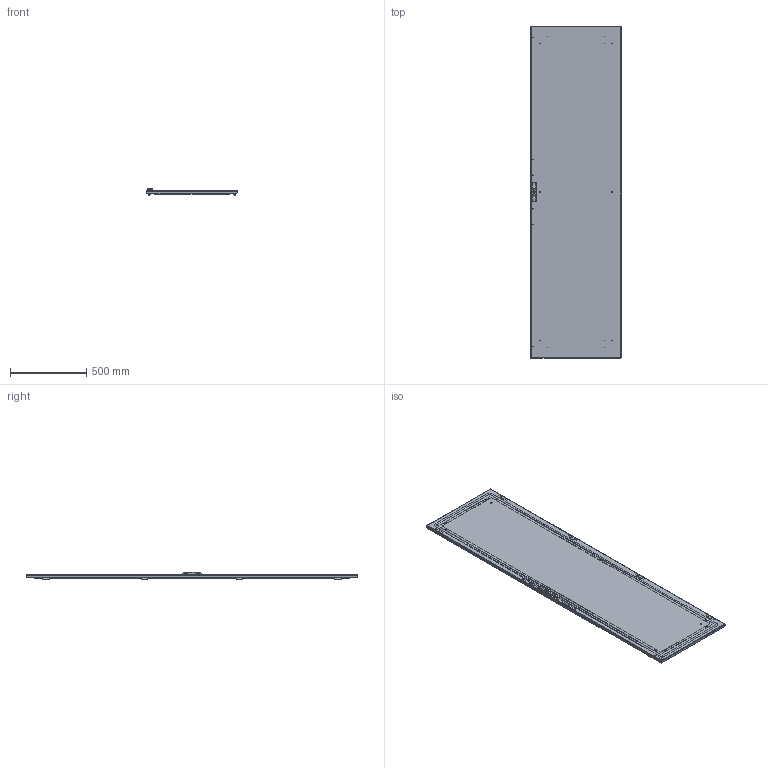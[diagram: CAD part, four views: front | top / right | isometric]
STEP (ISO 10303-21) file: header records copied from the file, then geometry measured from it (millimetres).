
FILE_DESCRIPTION (( 'STEP AP203' ), '1' );
FILE_NAME ('UR41001210600 Äâåðü ãëóõàÿ RS52 220.60 ÑÏ (000.801.410-01).STEP', '2022-04-08T09:37:09', ( '' ), ( '' ), 'SwSTEP 2.0', 'SolidWorks 2017', '' );
FILE_SCHEMA (( 'CONFIG_CONTROL_DESIGN' ));
Length unit declared in the file: millimetre
Products named in the file (27): 016-90 Øòûðü ïåòëè LC3; 040-238 Ïëàíêà çàïîðíàÿ_05 (220.00); Âèíò ISO 10642 TX_Œ5å16; Ãàéêà øåñòèãðàííàÿ âûñîêàÿ ñàìîñòîïîðÿùàÿñÿ ñ ôëàíöåì ÃÎÑÒ ISO 7043_Œ6; Óïëîòíèòåëü ÏÏÓ äëÿ äâåðêè LC3_16 (220å60); 000.800.061 Ïåòëÿ LC3_‡ ªàëâ®; 040-237 Ïëàíêà çàïîðíàÿ ÏÐÎÁÀ 3_05 (220.00); Âèíò DIN 7500 C TORX_Œ5å16; 040-194 Ïëàíêà çàïîðíàÿ_00 (120.00, 180.00 - 220.00); 029-373 Ñîåäèíèòåëü óãëîâîé ðàìêè äâåðè RS52; Øàéáà 6402 Ò_Œ6; 000.203.219 ﾄ粢 RS52 220.00_01 (220.60); MS896 Çàìîê-íàêëàäêà îñíîâíàÿ äëÿ LC_Žâªàëâ®; Ãàéêà Ýðèêñîíà Ì6 ñ ïëîñêîé ãîëîâêîé; Øïèëüêà ðåçüáîâàÿ ñ î÷èñòêîé îò êðàñêè_Œ6å12; UR41001210600 Äâåðü ãëóõàÿ RS52 220.60 ÑÏ (000.801.410-01); 054-271 Ïîïåðå÷èíà äâåðè RS52_01 (00.60); Âèíò ISO 10642 TX_Œ5å10; 028-126 Ñêîáà LC3; 012-1971 Ïàíåëü äâåðè RS52 220.00_01 (220.60); 050-42 Âòóëêà ñêðûòîé ïåòëè; Øïèëüêà çàçåìëåíèÿ CKF CS_Œ6å16; 048-06 Ïðóæèíà ïåòëè çàæèìíàÿ; 054-270 Ñòîéêà äâåðè RS52_05 (220.00); 037-50 Ïåòëÿ LC3; 000.210.497 Îñíîâàíèå äâåðè RS52 220.00_01 (220.60); 000.231.069 Ðàìà óñèëèâàþùàÿ RS52_22 (220.60)
Assembly tree (100 placements, depth 4):
  UR41001210600 Äâåðü ãëóõàÿ RS52 220.60 ÑÏ (000.801.410-01)
    000.203.219 ﾄ粢 RS52 220.00_01 (220.60)
      000.210.497 Îñíîâàíèå äâåðè RS52 220.00_01 (220.60)
        012-1971 Ïàíåëü äâåðè RS52 220.00_01 (220.60)
        Øïèëüêà çàçåìëåíèÿ CKF CS_Œ6å16  x2
        Øïèëüêà ðåçüáîâàÿ ñ î÷èñòêîé îò êðàñêè_Œ6å12  x16
        050-42 Âòóëêà ñêðûòîé ïåòëè  x4
      000.231.069 Ðàìà óñèëèâàþùàÿ RS52_22 (220.60)
        054-270 Ñòîéêà äâåðè RS52_05 (220.00)  x2
        054-271 Ïîïåðå÷èíà äâåðè RS52_01 (00.60)  x2
        029-373 Ñîåäèíèòåëü óãëîâîé ðàìêè äâåðè RS52  x4
        Âèíò DIN 7500 C TORX_Œ5å16  x8
      Ãàéêà Ýðèêñîíà Ì6 ñ ïëîñêîé ãîëîâêîé  x10
      Óïëîòíèòåëü ÏÏÓ äëÿ äâåðêè LC3_16 (220å60)
      MS896 Çàìîê-íàêëàäêà îñíîâíàÿ äëÿ LC_Žâªàëâ®
      Âèíò ISO 10642 TX_Œ5å10  x2
      040-194 Ïëàíêà çàïîðíàÿ_00 (120.00, 180.00 - 220.00)
      Øàéáà 6402 Ò_Œ6  x6
      Ãàéêà øåñòèãðàííàÿ âûñîêàÿ ñàìîñòîïîðÿùàÿñÿ ñ ôëàíöåì ÃÎÑÒ ISO 7043_Œ6  x6
      040-237 Ïëàíêà çàïîðíàÿ ÏÐÎÁÀ 3_05 (220.00)
      040-238 Ïëàíêà çàïîðíàÿ_05 (220.00)
    000.800.061 Ïåòëÿ LC3_‡ ªàëâ®  x4
      037-50 Ïåòëÿ LC3
      016-90 Øòûðü ïåòëè LC3
      048-06 Ïðóæèíà ïåòëè çàæèìíàÿ
    028-126 Ñêîáà LC3  x4
    Âèíò ISO 10642 TX_Œ5å16  x16
Bounding box: 596.8 x 2184 x 47.95 mm (x, y, z)
Volume: 3917869.8 mm3; surface area: 3959497.5 mm2
Topology: 113 solids, 117 shells, 3984 faces, 10685 edges, 6951 vertices
Faces by surface type: cylinder 1803, plane 1387, cone 468, bspline 208, torus 102, sphere 16
Entity records: 50246 total; most frequent: CARTESIAN_POINT 13526, DIRECTION 6844, ORIENTED_EDGE 6442, EDGE_CURVE 3224, AXIS2_PLACEMENT_3D 2559, VERTEX_POINT 2077, VECTOR 1726, LINE 1726
